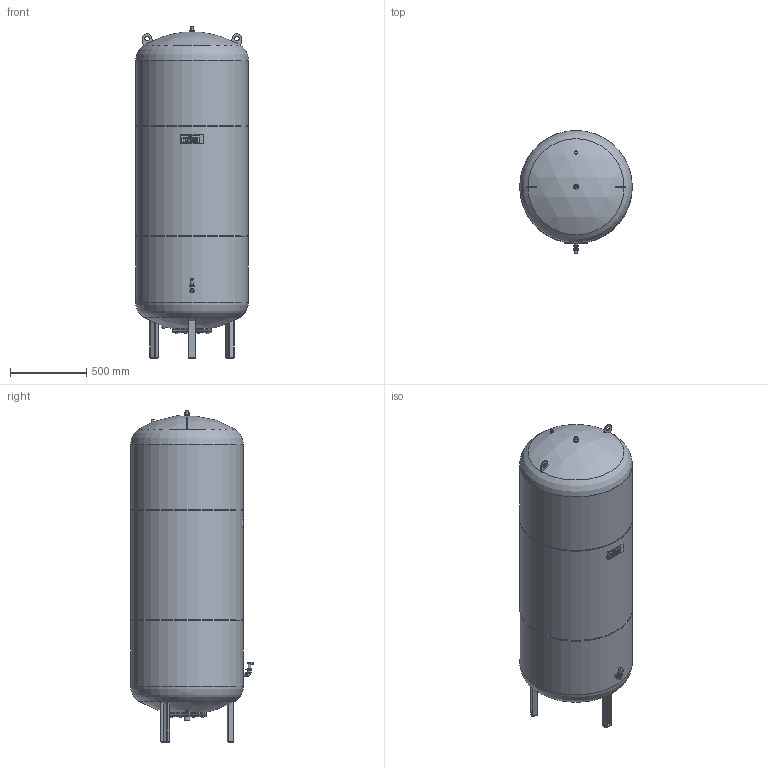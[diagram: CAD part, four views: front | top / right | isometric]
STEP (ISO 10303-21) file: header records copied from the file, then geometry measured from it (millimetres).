
FILE_DESCRIPTION(/* description */ (''),/* implementation_level */ '2;1');
FILE_NAME(/* name */ '3d_ReflexomatRF800_6bar-8789600.stp',/* time_stamp */ '2015-12-08T09:24:55+01:00',/* author */ ('Andrzej'),/* organization */ (''),/* preprocessor_version */ 'ST-DEVELOPER v15.5',/* originating_system */ 'AutoCAD Mechanical',/* authorisation */ '');
FILE_SCHEMA (('AUTOMOTIVE_DESIGN { 1 0 10303 214 3 1 1 }'));
Length unit declared in the file: millimetre
Products named in the file (1): Product
Bounding box: 740 x 806 x 2182 mm (x, y, z)
Volume: 792428038.3 mm3; surface area: 7140726.1 mm2
Topology: 24 solids, 24 shells, 473 faces, 1131 edges, 715 vertices
Faces by surface type: plane 243, cylinder 173, torus 20, sphere 17, cone 16, bspline 4
Full cylindrical faces by diameter (mm): 3.5 x1, 10 x16, 13.4 x3, 14.95 x1, 16 x2, 18.5 x1, 20 x3, 21.3 x2, 24 x1, 26 x1, 28 x2, 30 x2, 33.7 x1, 34 x1, 161 x1, 230 x1, 250 x1, 260 x2, 740 x5
Entity records: 13627 total; most frequent: CARTESIAN_POINT 2714, DIRECTION 2350, ORIENTED_EDGE 2062, EDGE_CURVE 1031, AXIS2_PLACEMENT_3D 871, VERTEX_POINT 697, LINE 608, VECTOR 608
